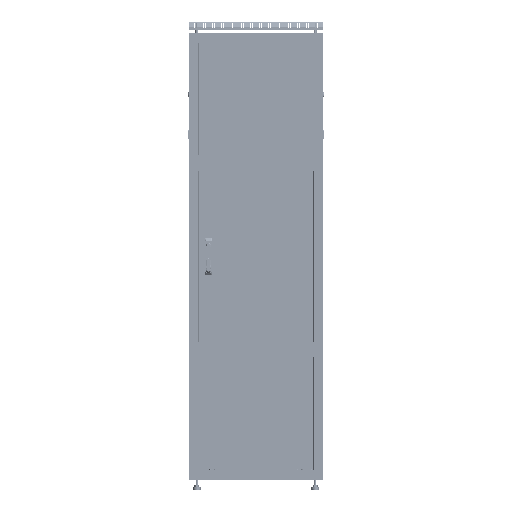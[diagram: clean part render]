
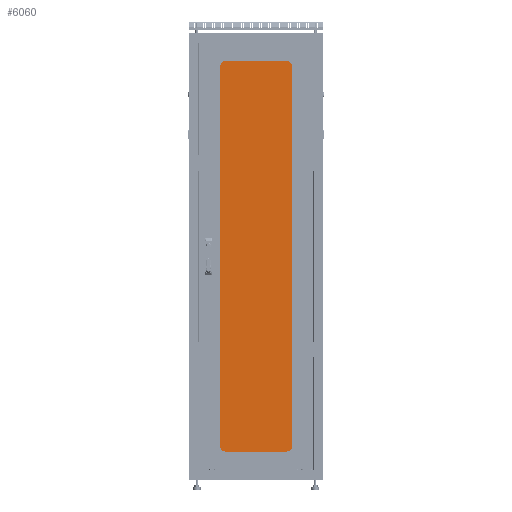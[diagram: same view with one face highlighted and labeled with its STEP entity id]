
A CAD part, top view. The second image highlights one B-rep face of the part: STEP entity #6060.
In plain terms, the highlighted planar face has unit normal (0, 0, 1).
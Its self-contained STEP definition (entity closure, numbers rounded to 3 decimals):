
#3826 = CARTESIAN_POINT ( 'NONE',  ( 180., -949.1, 4. ) ) ;
#6060 = ADVANCED_FACE ( 'NONE', ( #30071 ), #94315, .T. ) ;
#6074 = VERTEX_POINT ( 'NONE', #32802 ) ;
#6703 = CARTESIAN_POINT ( 'NONE',  ( -180., 949.1, 4. ) ) ;
#11686 = CARTESIAN_POINT ( 'NONE',  ( 180., 949.1, 4. ) ) ;
#14481 = DIRECTION ( 'NONE',  ( 1., 0., 0. ) ) ;
#26337 = LINE ( 'NONE', #54770, #129348 ) ;
#26659 = ORIENTED_EDGE ( 'NONE', *, *, #32855, .T. ) ;
#30071 = FACE_OUTER_BOUND ( 'NONE', #108114, .T. ) ;
#32802 = CARTESIAN_POINT ( 'NONE',  ( 180., -949.1, 4. ) ) ;
#32855 = EDGE_CURVE ( 'NONE', #6074, #36881, #48111, .T. ) ;
#34565 = VECTOR ( 'NONE', #86739, 1000. ) ;
#35430 = VERTEX_POINT ( 'NONE', #6703 ) ;
#36881 = VERTEX_POINT ( 'NONE', #63315 ) ;
#44341 = LINE ( 'NONE', #11686, #108240 ) ;
#48111 = LINE ( 'NONE', #3826, #124558 ) ;
#48719 = EDGE_CURVE ( 'NONE', #36881, #35430, #44341, .T. ) ;
#49509 = ORIENTED_EDGE ( 'NONE', *, *, #48719, .T. ) ;
#52302 = DIRECTION ( 'NONE',  ( -1., 0., 0. ) ) ;
#54680 = DIRECTION ( 'NONE',  ( 0., 0., 1. ) ) ;
#54770 = CARTESIAN_POINT ( 'NONE',  ( -180., -949.1, 4. ) ) ;
#57081 = CARTESIAN_POINT ( 'NONE',  ( 180., -949.1, 4. ) ) ;
#59785 = ORIENTED_EDGE ( 'NONE', *, *, #119725, .T. ) ;
#63315 = CARTESIAN_POINT ( 'NONE',  ( 180., 949.1, 4. ) ) ;
#64801 = DIRECTION ( 'NONE',  ( 0., -1., 0. ) ) ;
#67841 = VERTEX_POINT ( 'NONE', #83500 ) ;
#70694 = ORIENTED_EDGE ( 'NONE', *, *, #118138, .T. ) ;
#72989 = CARTESIAN_POINT ( 'NONE',  ( 0., 0., 4. ) ) ;
#83500 = CARTESIAN_POINT ( 'NONE',  ( -180., -949.1, 4. ) ) ;
#86739 = DIRECTION ( 'NONE',  ( 1., 0., 0. ) ) ;
#94315 = PLANE ( 'NONE',  #114381 ) ;
#108114 = EDGE_LOOP ( 'NONE', ( #59785, #70694, #26659, #49509 ) ) ;
#108240 = VECTOR ( 'NONE', #52302, 1000. ) ;
#114210 = DIRECTION ( 'NONE',  ( 0., 1., 0. ) ) ;
#114381 = AXIS2_PLACEMENT_3D ( 'NONE', #72989, #54680, #14481 ) ;
#118138 = EDGE_CURVE ( 'NONE', #67841, #6074, #123592, .T. ) ;
#119725 = EDGE_CURVE ( 'NONE', #35430, #67841, #26337, .T. ) ;
#123592 = LINE ( 'NONE', #57081, #34565 ) ;
#124558 = VECTOR ( 'NONE', #114210, 1000. ) ;
#129348 = VECTOR ( 'NONE', #64801, 1000. ) ;
